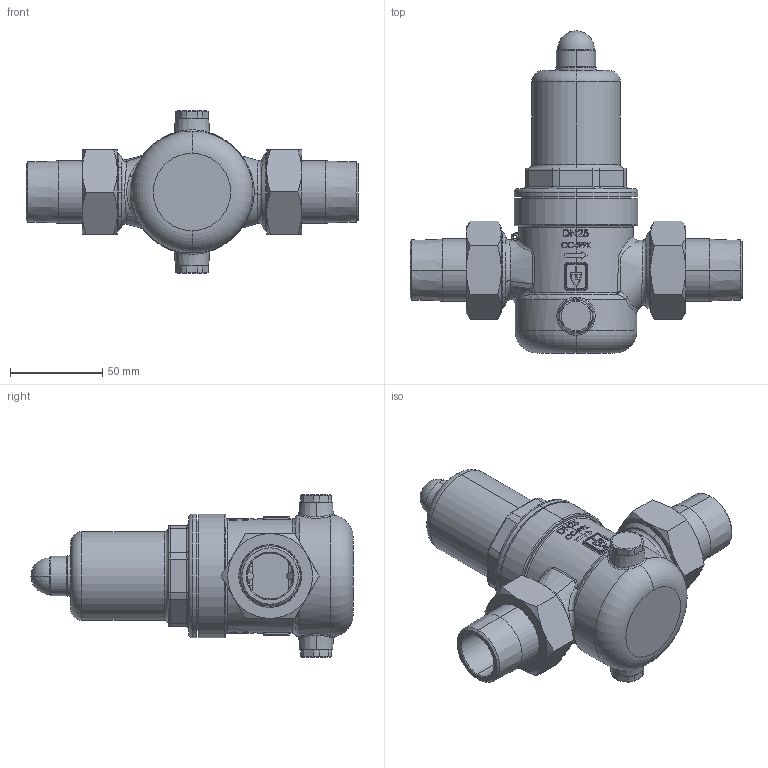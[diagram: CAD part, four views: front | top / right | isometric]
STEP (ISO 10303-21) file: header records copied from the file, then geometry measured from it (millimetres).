
FILE_DESCRIPTION (( 'STEP AP214' ), '1' );
FILE_NAME ('681 25 DM.STEP', '2012-06-26T13:29:44', ( 'Blankenhorn' ), ( '' ), 'SwSTEP 2.0', 'SolidWorks 2011', '' );
FILE_SCHEMA (( 'AUTOMOTIVE_DESIGN' ));
Length unit declared in the file: millimetre
Products named in the file (1): 681 25 DM
Bounding box: 180 x 174.7 x 88 mm (x, y, z)
Volume: 221843.7 mm3; surface area: 119858.4 mm2
Topology: 11 solids, 11 shells, 954 faces, 2405 edges, 1505 vertices
Faces by surface type: plane 309, cylinder 242, bspline 213, cone 109, torus 69, sphere 12
Entity records: 56410 total; most frequent: CARTESIAN_POINT 24644, ORIENTED_EDGE 4776, DIRECTION 3913, EDGE_CURVE 2388, AXIS2_PLACEMENT_3D 1519, VERTEX_POINT 1502, EDGE_LOOP 1026, UNCERTAINTY_MEASURE_WITH_UNIT 967
